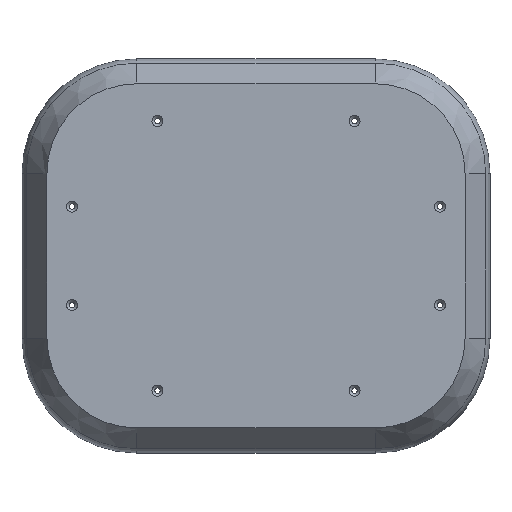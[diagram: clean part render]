
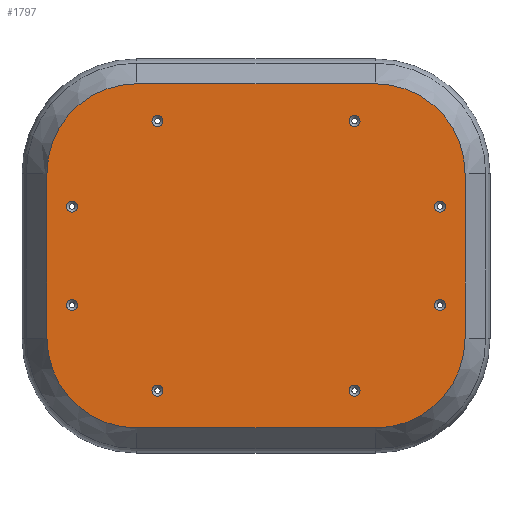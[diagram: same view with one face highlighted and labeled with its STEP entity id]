
A CAD part, top view. The second image highlights one B-rep face of the part: STEP entity #1797.
In plain terms, the highlighted planar face has unit normal (0, 0, 1).
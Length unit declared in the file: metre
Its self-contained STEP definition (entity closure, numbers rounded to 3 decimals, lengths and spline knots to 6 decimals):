
#38=PLANE('',#2009);
#121=CIRCLE('',#1890,0.05465);
#136=CIRCLE('',#1919,0.05465);
#151=CIRCLE('',#1948,0.05465);
#166=CIRCLE('',#1977,0.05465);
#187=CIRCLE('',#2010,0.00336);
#188=CIRCLE('',#2011,0.00336);
#189=CIRCLE('',#2012,0.00336);
#190=CIRCLE('',#2013,0.00336);
#191=CIRCLE('',#2014,0.00336);
#192=CIRCLE('',#2015,0.00336);
#193=CIRCLE('',#2016,0.00336);
#194=CIRCLE('',#2017,0.00336);
#523=ORIENTED_EDGE('',*,*,#955,.T.);
#524=ORIENTED_EDGE('',*,*,#956,.T.);
#525=ORIENTED_EDGE('',*,*,#957,.T.);
#526=ORIENTED_EDGE('',*,*,#958,.T.);
#527=ORIENTED_EDGE('',*,*,#959,.T.);
#528=ORIENTED_EDGE('',*,*,#960,.T.);
#529=ORIENTED_EDGE('',*,*,#961,.T.);
#530=ORIENTED_EDGE('',*,*,#962,.T.);
#531=ORIENTED_EDGE('',*,*,#805,.T.);
#532=ORIENTED_EDGE('',*,*,#782,.T.);
#533=ORIENTED_EDGE('',*,*,#934,.T.);
#534=ORIENTED_EDGE('',*,*,#910,.T.);
#535=ORIENTED_EDGE('',*,*,#889,.T.);
#536=ORIENTED_EDGE('',*,*,#868,.T.);
#537=ORIENTED_EDGE('',*,*,#847,.T.);
#538=ORIENTED_EDGE('',*,*,#826,.T.);
#782=EDGE_CURVE('',#1038,#1037,#121,.T.);
#805=EDGE_CURVE('',#1056,#1038,#1197,.T.);
#826=EDGE_CURVE('',#1070,#1056,#136,.T.);
#847=EDGE_CURVE('',#1084,#1070,#1224,.T.);
#868=EDGE_CURVE('',#1098,#1084,#151,.T.);
#889=EDGE_CURVE('',#1112,#1098,#1251,.T.);
#910=EDGE_CURVE('',#1126,#1112,#166,.T.);
#934=EDGE_CURVE('',#1037,#1126,#1278,.T.);
#955=EDGE_CURVE('',#1155,#1155,#187,.T.);
#956=EDGE_CURVE('',#1156,#1156,#188,.T.);
#957=EDGE_CURVE('',#1157,#1157,#189,.T.);
#958=EDGE_CURVE('',#1158,#1158,#190,.T.);
#959=EDGE_CURVE('',#1159,#1159,#191,.T.);
#960=EDGE_CURVE('',#1160,#1160,#192,.T.);
#961=EDGE_CURVE('',#1161,#1161,#193,.T.);
#962=EDGE_CURVE('',#1162,#1162,#194,.T.);
#1037=VERTEX_POINT('',#2825);
#1038=VERTEX_POINT('',#2827);
#1056=VERTEX_POINT('',#2875);
#1070=VERTEX_POINT('',#2917);
#1084=VERTEX_POINT('',#2959);
#1098=VERTEX_POINT('',#3001);
#1112=VERTEX_POINT('',#3043);
#1126=VERTEX_POINT('',#3085);
#1155=VERTEX_POINT('',#3171);
#1156=VERTEX_POINT('',#3173);
#1157=VERTEX_POINT('',#3175);
#1158=VERTEX_POINT('',#3177);
#1159=VERTEX_POINT('',#3179);
#1160=VERTEX_POINT('',#3181);
#1161=VERTEX_POINT('',#3183);
#1162=VERTEX_POINT('',#3185);
#1197=LINE('',#2874,#1313);
#1224=LINE('',#2958,#1340);
#1251=LINE('',#3042,#1367);
#1278=LINE('',#3129,#1394);
#1313=VECTOR('',#2222,1.);
#1340=VECTOR('',#2307,1.);
#1367=VECTOR('',#2392,1.);
#1394=VECTOR('',#2485,1.);
#1470=EDGE_LOOP('',(#523));
#1471=EDGE_LOOP('',(#524));
#1472=EDGE_LOOP('',(#525));
#1473=EDGE_LOOP('',(#526));
#1474=EDGE_LOOP('',(#527));
#1475=EDGE_LOOP('',(#528));
#1476=EDGE_LOOP('',(#529));
#1477=EDGE_LOOP('',(#530));
#1478=EDGE_LOOP('',(#531,#532,#533,#534,#535,#536,#537,#538));
#1626=FACE_BOUND('',#1470,.T.);
#1627=FACE_BOUND('',#1471,.T.);
#1628=FACE_BOUND('',#1472,.T.);
#1629=FACE_BOUND('',#1473,.T.);
#1630=FACE_BOUND('',#1474,.T.);
#1631=FACE_BOUND('',#1475,.T.);
#1632=FACE_BOUND('',#1476,.T.);
#1633=FACE_BOUND('',#1477,.T.);
#1634=FACE_BOUND('',#1478,.T.);
#1797=ADVANCED_FACE('',(#1626,#1627,#1628,#1629,#1630,#1631,#1632,#1633,
#1634),#38,.T.);
#1890=AXIS2_PLACEMENT_3D('',#2826,#2179,#2180);
#1919=AXIS2_PLACEMENT_3D('',#2916,#2266,#2267);
#1948=AXIS2_PLACEMENT_3D('',#3000,#2351,#2352);
#1977=AXIS2_PLACEMENT_3D('',#3084,#2436,#2437);
#2009=AXIS2_PLACEMENT_3D('',#3169,#2524,#2525);
#2010=AXIS2_PLACEMENT_3D('',#3170,#2526,#2527);
#2011=AXIS2_PLACEMENT_3D('',#3172,#2528,#2529);
#2012=AXIS2_PLACEMENT_3D('',#3174,#2530,#2531);
#2013=AXIS2_PLACEMENT_3D('',#3176,#2532,#2533);
#2014=AXIS2_PLACEMENT_3D('',#3178,#2534,#2535);
#2015=AXIS2_PLACEMENT_3D('',#3180,#2536,#2537);
#2016=AXIS2_PLACEMENT_3D('',#3182,#2538,#2539);
#2017=AXIS2_PLACEMENT_3D('',#3184,#2540,#2541);
#2179=DIRECTION('',(0.,0.,1.));
#2180=DIRECTION('',(1.,0.,0.));
#2222=DIRECTION('',(-1.,0.,0.));
#2266=DIRECTION('',(0.,0.,1.));
#2267=DIRECTION('',(1.,0.,0.));
#2307=DIRECTION('',(0.,1.,0.));
#2351=DIRECTION('',(0.,0.,1.));
#2352=DIRECTION('',(1.,0.,0.));
#2392=DIRECTION('',(1.,0.,0.));
#2436=DIRECTION('',(0.,0.,1.));
#2437=DIRECTION('',(1.,0.,0.));
#2485=DIRECTION('',(0.,-1.,0.));
#2524=DIRECTION('',(0.,0.,1.));
#2525=DIRECTION('',(1.,0.,0.));
#2526=DIRECTION('',(0.,0.,-1.));
#2527=DIRECTION('',(-1.,0.,0.));
#2528=DIRECTION('',(0.,0.,-1.));
#2529=DIRECTION('',(-1.,0.,0.));
#2530=DIRECTION('',(0.,0.,-1.));
#2531=DIRECTION('',(-1.,0.,0.));
#2532=DIRECTION('',(0.,0.,-1.));
#2533=DIRECTION('',(-1.,0.,0.));
#2534=DIRECTION('',(0.,0.,-1.));
#2535=DIRECTION('',(-1.,0.,0.));
#2536=DIRECTION('',(0.,0.,-1.));
#2537=DIRECTION('',(-1.,0.,0.));
#2538=DIRECTION('',(0.,0.,-1.));
#2539=DIRECTION('',(-1.,0.,0.));
#2540=DIRECTION('',(0.,0.,-1.));
#2541=DIRECTION('',(-1.,0.,0.));
#2825=CARTESIAN_POINT('',(-0.122309,0.050159,0.162));
#2826=CARTESIAN_POINT('',(-0.067659,0.050159,0.162));
#2827=CARTESIAN_POINT('',(-0.067659,0.104809,0.162));
#2874=CARTESIAN_POINT('',(-0.067659,0.104809,0.162));
#2875=CARTESIAN_POINT('',(0.077659,0.104809,0.162));
#2916=CARTESIAN_POINT('',(0.077659,0.050159,0.162));
#2917=CARTESIAN_POINT('',(0.132309,0.050159,0.162));
#2958=CARTESIAN_POINT('',(0.132309,0.050159,0.162));
#2959=CARTESIAN_POINT('',(0.132309,-0.050159,0.162));
#3000=CARTESIAN_POINT('',(0.077659,-0.050159,0.162));
#3001=CARTESIAN_POINT('',(0.077659,-0.104809,0.162));
#3042=CARTESIAN_POINT('',(0.077659,-0.104809,0.162));
#3043=CARTESIAN_POINT('',(-0.067659,-0.104809,0.162));
#3084=CARTESIAN_POINT('',(-0.067659,-0.050159,0.162));
#3085=CARTESIAN_POINT('',(-0.122309,-0.050159,0.162));
#3129=CARTESIAN_POINT('',(-0.122309,-0.050159,0.162));
#3169=CARTESIAN_POINT('',(0.005,0.,0.162));
#3170=CARTESIAN_POINT('',(0.065,0.082029,0.162));
#3171=CARTESIAN_POINT('',(0.06164,0.082029,0.162));
#3172=CARTESIAN_POINT('',(0.117029,0.03,0.162));
#3173=CARTESIAN_POINT('',(0.113669,0.03,0.162));
#3174=CARTESIAN_POINT('',(-0.107029,0.03,0.162));
#3175=CARTESIAN_POINT('',(-0.110389,0.03,0.162));
#3176=CARTESIAN_POINT('',(-0.107029,-0.03,0.162));
#3177=CARTESIAN_POINT('',(-0.110389,-0.03,0.162));
#3178=CARTESIAN_POINT('',(-0.055,-0.082029,0.162));
#3179=CARTESIAN_POINT('',(-0.05836,-0.082029,0.162));
#3180=CARTESIAN_POINT('',(0.065,-0.082029,0.162));
#3181=CARTESIAN_POINT('',(0.06164,-0.082029,0.162));
#3182=CARTESIAN_POINT('',(0.117029,-0.03,0.162));
#3183=CARTESIAN_POINT('',(0.113669,-0.03,0.162));
#3184=CARTESIAN_POINT('',(-0.055,0.082029,0.162));
#3185=CARTESIAN_POINT('',(-0.05836,0.082029,0.162));
